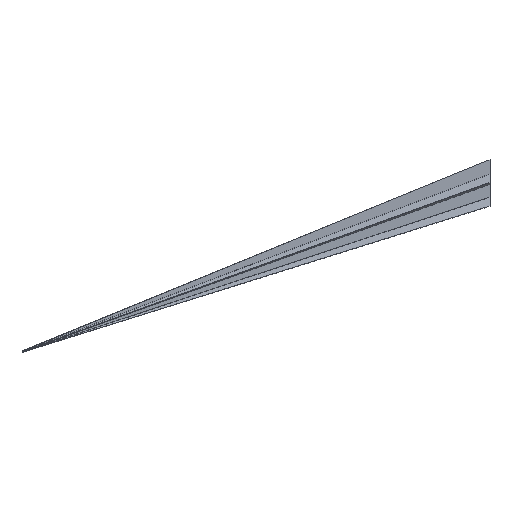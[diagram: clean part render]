
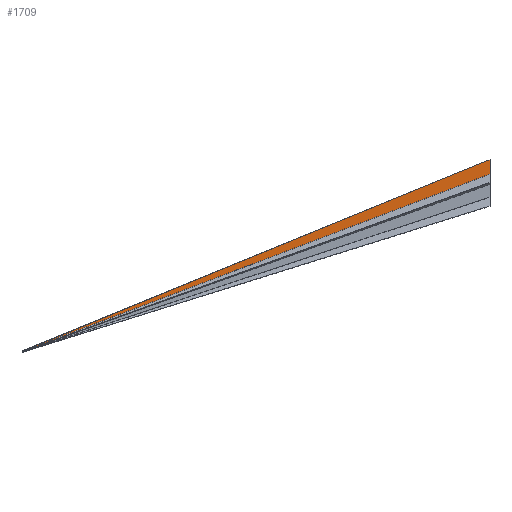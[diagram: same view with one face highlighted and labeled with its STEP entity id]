
A CAD part, front view. The second image highlights one B-rep face of the part: STEP entity #1709.
In plain terms, the highlighted planar face has unit normal (0.041, -0.995, -0.096).
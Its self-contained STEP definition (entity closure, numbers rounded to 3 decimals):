
#122 = PLANE('',#123);
#123 = AXIS2_PLACEMENT_3D('',#124,#125,#126);
#124 = CARTESIAN_POINT('',(20.,4.,4.));
#125 = DIRECTION('',(1.,0.,0.));
#126 = DIRECTION('',(0.,0.,1.));
#261 = PLANE('',#262);
#262 = AXIS2_PLACEMENT_3D('',#263,#264,#265);
#263 = CARTESIAN_POINT('',(750.,150.,150.));
#264 = DIRECTION('',(-1.,0.,0.));
#265 = DIRECTION('',(0.,0.,-1.));
#1386 = PLANE('',#1387);
#1387 = AXIS2_PLACEMENT_3D('',#1388,#1389,#1390);
#1388 = CARTESIAN_POINT('',(442.008,90.651,
    180.819));
#1389 = DIRECTION('',(0.379,0.,-0.926)
  );
#1390 = DIRECTION('',(-0.926,0.,-0.379));
#1505 = PLANE('',#1506);
#1506 = AXIS2_PLACEMENT_3D('',#1507,#1508,#1509);
#1507 = CARTESIAN_POINT('',(387.521,-2.035,
    160.46));
#1508 = DIRECTION('',(-0.313,0.566,0.763));
#1509 = DIRECTION('',(0.,0.803,-0.596)
  );
#1597 = VERTEX_POINT('',#1598);
#1598 = CARTESIAN_POINT('',(750.,0.68,306.8));
#1618 = EDGE_CURVE('',#1597,#1619,#1621,.T.);
#1619 = VERTEX_POINT('',#1620);
#1620 = CARTESIAN_POINT('',(126.261,-0.012,
    51.665));
#1621 = SURFACE_CURVE('',#1622,(#1626,#1632),.PCURVE_S1.);
#1622 = LINE('',#1623,#1624);
#1623 = CARTESIAN_POINT('',(415.146,0.308,
    169.831));
#1624 = VECTOR('',#1625,1.);
#1625 = DIRECTION('',(-0.926,-0.001,
    -0.379));
#1626 = PCURVE('',#1386,#1627);
#1627 = DEFINITIONAL_REPRESENTATION('',(#1628),#1631);
#1628 = B_SPLINE_CURVE_WITH_KNOTS('',1,(#1629,#1630),.UNSPECIFIED.,.F.,
  .F.,(2,2),(-440.655,505.797),.PIECEWISE_BEZIER_KNOTS.);
#1629 = CARTESIAN_POINT('',(-411.633,-89.89));
#1630 = CARTESIAN_POINT('',(534.818,-90.863));
#1631 = ( GEOMETRIC_REPRESENTATION_CONTEXT(2) 
PARAMETRIC_REPRESENTATION_CONTEXT() REPRESENTATION_CONTEXT('2D SPACE',''
  ) );
#1632 = PCURVE('',#1633,#1638);
#1633 = PLANE('',#1634);
#1634 = AXIS2_PLACEMENT_3D('',#1635,#1636,#1637);
#1635 = CARTESIAN_POINT('',(390.195,0.833,
    153.928));
#1636 = DIRECTION('',(-0.041,0.995,
    0.096));
#1637 = DIRECTION('',(0.,-0.097,0.995));
#1638 = DEFINITIONAL_REPRESENTATION('',(#1639),#1642);
#1639 = B_SPLINE_CURVE_WITH_KNOTS('',1,(#1640,#1641),.UNSPECIFIED.,.F.,
  .F.,(2,2),(-440.655,505.797),.PIECEWISE_BEZIER_KNOTS.);
#1640 = CARTESIAN_POINT('',(181.885,433.162));
#1641 = CARTESIAN_POINT('',(-174.668,-443.559));
#1642 = ( GEOMETRIC_REPRESENTATION_CONTEXT(2) 
PARAMETRIC_REPRESENTATION_CONTEXT() REPRESENTATION_CONTEXT('2D SPACE',''
  ) );
#1667 = EDGE_CURVE('',#1619,#1668,#1670,.T.);
#1668 = VERTEX_POINT('',#1669);
#1669 = CARTESIAN_POINT('',(20.,-0.121,8.107));
#1670 = SURFACE_CURVE('',#1671,(#1675,#1681),.PCURVE_S1.);
#1671 = LINE('',#1672,#1673);
#1672 = CARTESIAN_POINT('',(388.115,0.256,
    159.003));
#1673 = VECTOR('',#1674,1.);
#1674 = DIRECTION('',(-0.925,-0.001,
    -0.379));
#1675 = PCURVE('',#1505,#1676);
#1676 = DEFINITIONAL_REPRESENTATION('',(#1677),#1680);
#1677 = B_SPLINE_CURVE_WITH_KNOTS('',1,(#1678,#1679),.UNSPECIFIED.,.F.,
  .F.,(2,2),(-470.004,476.738),.PIECEWISE_BEZIER_KNOTS.);
#1678 = CARTESIAN_POINT('',(-103.172,-458.548));
#1679 = CARTESIAN_POINT('',(110.104,463.858));
#1680 = ( GEOMETRIC_REPRESENTATION_CONTEXT(2) 
PARAMETRIC_REPRESENTATION_CONTEXT() REPRESENTATION_CONTEXT('2D SPACE',''
  ) );
#1681 = PCURVE('',#1633,#1682);
#1682 = DEFINITIONAL_REPRESENTATION('',(#1683),#1686);
#1683 = B_SPLINE_CURVE_WITH_KNOTS('',1,(#1684,#1685),.UNSPECIFIED.,.F.,
  .F.,(2,2),(-470.004,476.738),.PIECEWISE_BEZIER_KNOTS.);
#1684 = CARTESIAN_POINT('',(182.498,433.162));
#1685 = CARTESIAN_POINT('',(-174.825,-443.559));
#1686 = ( GEOMETRIC_REPRESENTATION_CONTEXT(2) 
PARAMETRIC_REPRESENTATION_CONTEXT() REPRESENTATION_CONTEXT('2D SPACE',''
  ) );
#1709 = ADVANCED_FACE('',(#1710),#1633,.F.);
#1710 = FACE_BOUND('',#1711,.F.);
#1711 = EDGE_LOOP('',(#1712,#1735,#1761,#1782,#1783));
#1712 = ORIENTED_EDGE('',*,*,#1713,.T.);
#1713 = EDGE_CURVE('',#1597,#1714,#1716,.T.);
#1714 = VERTEX_POINT('',#1715);
#1715 = CARTESIAN_POINT('',(750.,2.865,284.269));
#1716 = SURFACE_CURVE('',#1717,(#1721,#1728),.PCURVE_S1.);
#1717 = LINE('',#1718,#1719);
#1718 = CARTESIAN_POINT('',(750.,0.62,307.42));
#1719 = VECTOR('',#1720,1.);
#1720 = DIRECTION('',(0.,0.097,-0.995));
#1721 = PCURVE('',#1633,#1722);
#1722 = DEFINITIONAL_REPRESENTATION('',(#1723),#1727);
#1723 = LINE('',#1724,#1725);
#1724 = CARTESIAN_POINT('',(152.796,360.102));
#1725 = VECTOR('',#1726,1.);
#1726 = DIRECTION('',(-1.,0.));
#1727 = ( GEOMETRIC_REPRESENTATION_CONTEXT(2) 
PARAMETRIC_REPRESENTATION_CONTEXT() REPRESENTATION_CONTEXT('2D SPACE',''
  ) );
#1728 = PCURVE('',#261,#1729);
#1729 = DEFINITIONAL_REPRESENTATION('',(#1730),#1734);
#1730 = LINE('',#1731,#1732);
#1731 = CARTESIAN_POINT('',(-157.42,149.38));
#1732 = VECTOR('',#1733,1.);
#1733 = DIRECTION('',(0.995,-0.097));
#1734 = ( GEOMETRIC_REPRESENTATION_CONTEXT(2) 
PARAMETRIC_REPRESENTATION_CONTEXT() REPRESENTATION_CONTEXT('2D SPACE',''
  ) );
#1735 = ORIENTED_EDGE('',*,*,#1736,.T.);
#1736 = EDGE_CURVE('',#1714,#1737,#1739,.T.);
#1737 = VERTEX_POINT('',#1738);
#1738 = CARTESIAN_POINT('',(20.,-0.073,7.603));
#1739 = SURFACE_CURVE('',#1740,(#1744,#1750),.PCURVE_S1.);
#1740 = LINE('',#1741,#1742);
#1741 = CARTESIAN_POINT('',(389.839,1.416,
    147.77));
#1742 = VECTOR('',#1743,1.);
#1743 = DIRECTION('',(-0.935,-0.004,
    -0.354));
#1744 = PCURVE('',#1633,#1745);
#1745 = DEFINITIONAL_REPRESENTATION('',(#1746),#1749);
#1746 = B_SPLINE_CURVE_WITH_KNOTS('',1,(#1747,#1748),.UNSPECIFIED.,.F.,
  .F.,(2,2),(-463.23,473.579),.PIECEWISE_BEZIER_KNOTS.);
#1747 = CARTESIAN_POINT('',(157.045,433.162));
#1748 = CARTESIAN_POINT('',(-173.063,-443.559));
#1749 = ( GEOMETRIC_REPRESENTATION_CONTEXT(2) 
PARAMETRIC_REPRESENTATION_CONTEXT() REPRESENTATION_CONTEXT('2D SPACE',''
  ) );
#1750 = PCURVE('',#1751,#1756);
#1751 = PLANE('',#1752);
#1752 = AXIS2_PLACEMENT_3D('',#1753,#1754,#1755);
#1753 = CARTESIAN_POINT('',(388.84,-0.158,
    143.331));
#1754 = DIRECTION('',(0.132,0.925,-0.357));
#1755 = DIRECTION('',(0.,0.361,0.933)
  );
#1756 = DEFINITIONAL_REPRESENTATION('',(#1757),#1760);
#1757 = B_SPLINE_CURVE_WITH_KNOTS('',1,(#1758,#1759),.UNSPECIFIED.,.F.,
  .F.,(2,2),(-463.23,473.579),.PIECEWISE_BEZIER_KNOTS.);
#1758 = CARTESIAN_POINT('',(158.457,437.978));
#1759 = CARTESIAN_POINT('',(-152.475,-445.726));
#1760 = ( GEOMETRIC_REPRESENTATION_CONTEXT(2) 
PARAMETRIC_REPRESENTATION_CONTEXT() REPRESENTATION_CONTEXT('2D SPACE',''
  ) );
#1761 = ORIENTED_EDGE('',*,*,#1762,.T.);
#1762 = EDGE_CURVE('',#1737,#1668,#1763,.T.);
#1763 = SURFACE_CURVE('',#1764,(#1768,#1775),.PCURVE_S1.);
#1764 = LINE('',#1765,#1766);
#1765 = CARTESIAN_POINT('',(20.,-0.069,7.563));
#1766 = VECTOR('',#1767,1.);
#1767 = DIRECTION('',(0.,-0.097,0.995));
#1768 = PCURVE('',#1633,#1769);
#1769 = DEFINITIONAL_REPRESENTATION('',(#1770),#1774);
#1770 = LINE('',#1771,#1772);
#1771 = CARTESIAN_POINT('',(-145.595,-370.499));
#1772 = VECTOR('',#1773,1.);
#1773 = DIRECTION('',(1.,0.));
#1774 = ( GEOMETRIC_REPRESENTATION_CONTEXT(2) 
PARAMETRIC_REPRESENTATION_CONTEXT() REPRESENTATION_CONTEXT('2D SPACE',''
  ) );
#1775 = PCURVE('',#122,#1776);
#1776 = DEFINITIONAL_REPRESENTATION('',(#1777),#1781);
#1777 = LINE('',#1778,#1779);
#1778 = CARTESIAN_POINT('',(3.563,4.069));
#1779 = VECTOR('',#1780,1.);
#1780 = DIRECTION('',(0.995,0.097));
#1781 = ( GEOMETRIC_REPRESENTATION_CONTEXT(2) 
PARAMETRIC_REPRESENTATION_CONTEXT() REPRESENTATION_CONTEXT('2D SPACE',''
  ) );
#1782 = ORIENTED_EDGE('',*,*,#1667,.F.);
#1783 = ORIENTED_EDGE('',*,*,#1618,.F.);
